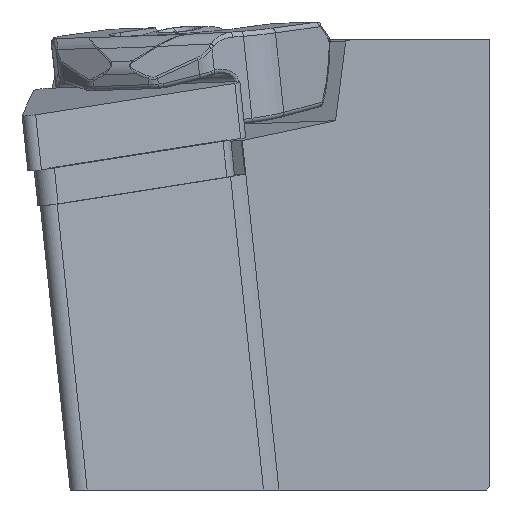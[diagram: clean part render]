
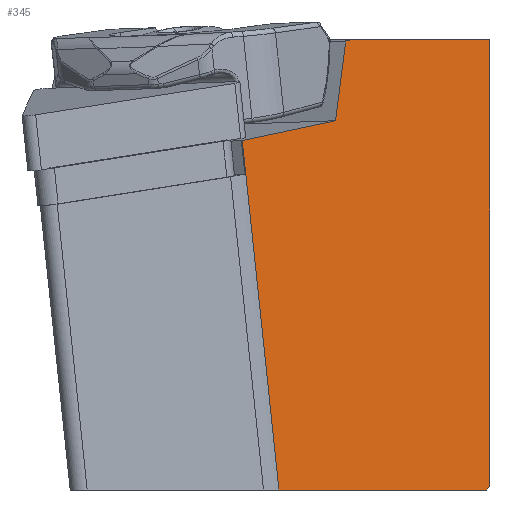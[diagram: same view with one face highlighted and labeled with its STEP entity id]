
A CAD part, left-side view. The second image highlights one B-rep face of the part: STEP entity #345.
In plain terms, the highlighted planar face has unit normal (-0.703, -0.711, 0).
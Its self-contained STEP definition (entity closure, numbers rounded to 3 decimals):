
#345=ADVANCED_FACE('',(#616),#536,.F.);
#536=PLANE('',#3269);
#616=FACE_OUTER_BOUND('',#802,.T.);
#802=EDGE_LOOP('',(#1554,#1555,#1556,#1557,#1558,#1559,#1560,#1561));
#995=LINE('',#4534,#1253);
#1015=LINE('',#4595,#1273);
#1026=LINE('',#4619,#1284);
#1027=LINE('',#4621,#1285);
#1028=LINE('',#4622,#1286);
#1029=LINE('',#4624,#1287);
#1030=LINE('',#4626,#1288);
#1031=LINE('',#4628,#1289);
#1253=VECTOR('',#3595,1.);
#1273=VECTOR('',#3627,1.);
#1284=VECTOR('',#3646,1.);
#1285=VECTOR('',#3647,1.);
#1286=VECTOR('',#3648,1.);
#1287=VECTOR('',#3649,1.);
#1288=VECTOR('',#3650,1.);
#1289=VECTOR('',#3651,1.);
#1554=ORIENTED_EDGE('',*,*,#2780,.F.);
#1555=ORIENTED_EDGE('',*,*,#2781,.F.);
#1556=ORIENTED_EDGE('',*,*,#2768,.T.);
#1557=ORIENTED_EDGE('',*,*,#2782,.F.);
#1558=ORIENTED_EDGE('',*,*,#2783,.F.);
#1559=ORIENTED_EDGE('',*,*,#2784,.F.);
#1560=ORIENTED_EDGE('',*,*,#2785,.F.);
#1561=ORIENTED_EDGE('',*,*,#2743,.F.);
#2457=VERTEX_POINT('',#4533);
#2458=VERTEX_POINT('',#4535);
#2477=VERTEX_POINT('',#4584);
#2482=VERTEX_POINT('',#4594);
#2490=VERTEX_POINT('',#4620);
#2491=VERTEX_POINT('',#4623);
#2492=VERTEX_POINT('',#4625);
#2493=VERTEX_POINT('',#4627);
#2743=EDGE_CURVE('',#2457,#2458,#995,.T.);
#2768=EDGE_CURVE('',#2477,#2482,#1015,.T.);
#2780=EDGE_CURVE('',#2490,#2457,#1026,.T.);
#2781=EDGE_CURVE('',#2477,#2490,#1027,.T.);
#2782=EDGE_CURVE('',#2491,#2482,#1028,.T.);
#2783=EDGE_CURVE('',#2492,#2491,#1029,.T.);
#2784=EDGE_CURVE('',#2493,#2492,#1030,.T.);
#2785=EDGE_CURVE('',#2458,#2493,#1031,.T.);
#3269=AXIS2_PLACEMENT_3D('',#4629,#3652,#3653);
#3595=DIRECTION('',(0.703,-0.696,0.147));
#3627=DIRECTION('',(0.105,-0.104,-0.989));
#3646=DIRECTION('',(0.128,-0.126,0.984));
#3647=DIRECTION('',(0.703,-0.696,0.147));
#3648=DIRECTION('',(-0.711,0.703,0.));
#3649=DIRECTION('',(-0.582,0.575,-0.575));
#3650=DIRECTION('',(-0.001,0.,-1.));
#3651=DIRECTION('',(0.711,-0.703,0.));
#3652=DIRECTION('',(0.703,0.711,0.));
#3653=DIRECTION('',(0.711,-0.703,0.));
#4533=CARTESIAN_POINT('',(19.126,12.326,6.39));
#4534=CARTESIAN_POINT('',(9.487,21.86,4.369));
#4535=CARTESIAN_POINT('',(19.651,11.807,6.5));
#4584=CARTESIAN_POINT('',(10.173,21.178,-2.119));
#4594=CARTESIAN_POINT('',(13.33,18.037,-32.));
#4595=CARTESIAN_POINT('',(14.347,17.026,-41.623));
#4619=CARTESIAN_POINT('',(13.725,17.645,-35.045));
#4620=CARTESIAN_POINT('',(18.237,13.202,-0.429));
#4621=CARTESIAN_POINT('',(23.917,7.585,0.762));
#4622=CARTESIAN_POINT('',(14.35,17.028,-32.));
#4623=CARTESIAN_POINT('',(31.262,0.3,-32.));
#4624=CARTESIAN_POINT('',(26.885,4.627,-36.327));
#4625=CARTESIAN_POINT('',(31.566,0.,-31.7));
#4626=CARTESIAN_POINT('',(31.562,0.,-38.744));
#4627=CARTESIAN_POINT('',(31.588,0.,6.5));
#4628=CARTESIAN_POINT('',(28.104,3.446,6.5));
#4629=CARTESIAN_POINT('',(28.091,3.433,-38.742));
